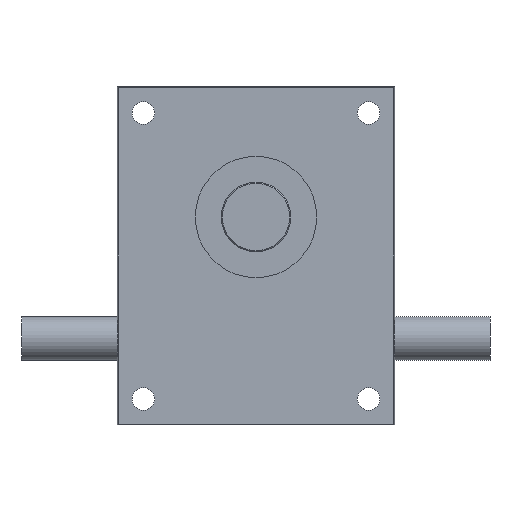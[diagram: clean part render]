
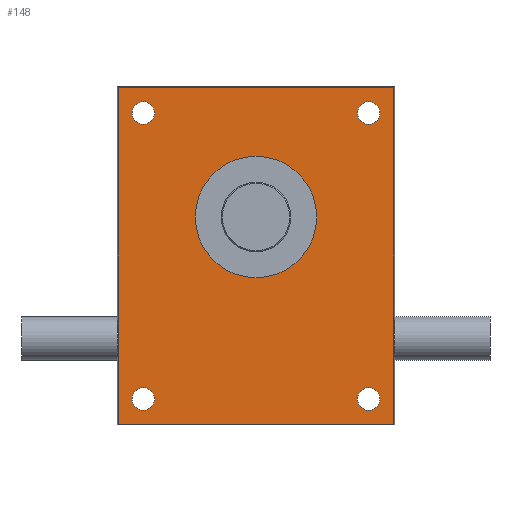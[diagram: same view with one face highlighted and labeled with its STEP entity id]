
A CAD part, front view. The second image highlights one B-rep face of the part: STEP entity #148.
In plain terms, the highlighted planar face has unit normal (0, -1, 0).
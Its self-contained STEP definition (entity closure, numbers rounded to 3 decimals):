
#148 = ADVANCED_FACE( '', ( #281, #282, #283, #284, #285, #286 ), #287, .F. );
#281 = FACE_BOUND( '', #440, .T. );
#282 = FACE_BOUND( '', #441, .T. );
#283 = FACE_BOUND( '', #442, .T. );
#284 = FACE_BOUND( '', #443, .T. );
#285 = FACE_BOUND( '', #444, .T. );
#286 = FACE_OUTER_BOUND( '', #445, .T. );
#287 = PLANE( '', #446 );
#440 = EDGE_LOOP( '', ( #618 ) );
#441 = EDGE_LOOP( '', ( #619 ) );
#442 = EDGE_LOOP( '', ( #620 ) );
#443 = EDGE_LOOP( '', ( #621 ) );
#444 = EDGE_LOOP( '', ( #622 ) );
#445 = EDGE_LOOP( '', ( #623, #624, #625, #626 ) );
#446 = AXIS2_PLACEMENT_3D( '', #627, #628, #629 );
#618 = ORIENTED_EDGE( '', *, *, #871, .F. );
#619 = ORIENTED_EDGE( '', *, *, #864, .F. );
#620 = ORIENTED_EDGE( '', *, *, #872, .F. );
#621 = ORIENTED_EDGE( '', *, *, #873, .F. );
#622 = ORIENTED_EDGE( '', *, *, #874, .F. );
#623 = ORIENTED_EDGE( '', *, *, #875, .T. );
#624 = ORIENTED_EDGE( '', *, *, #876, .F. );
#625 = ORIENTED_EDGE( '', *, *, #868, .F. );
#626 = ORIENTED_EDGE( '', *, *, #877, .T. );
#627 = CARTESIAN_POINT( '', ( -79.5, -60., 145. ) );
#628 = DIRECTION( '', ( 0., 1., 0. ) );
#629 = DIRECTION( '', ( 0., 0., 1. ) );
#864 = EDGE_CURVE( '', #986, #986, #987, .F. );
#868 = EDGE_CURVE( '', #990, #992, #993, .T. );
#871 = EDGE_CURVE( '', #996, #996, #997, .F. );
#872 = EDGE_CURVE( '', #998, #998, #999, .F. );
#873 = EDGE_CURVE( '', #1000, #1000, #1001, .F. );
#874 = EDGE_CURVE( '', #1002, #1002, #1003, .F. );
#875 = EDGE_CURVE( '', #1004, #1005, #1006, .T. );
#876 = EDGE_CURVE( '', #992, #1005, #1007, .T. );
#877 = EDGE_CURVE( '', #990, #1004, #1008, .T. );
#986 = VERTEX_POINT( '', #1146 );
#987 = CIRCLE( '', #1147, 6.5 );
#990 = VERTEX_POINT( '', #1150 );
#992 = VERTEX_POINT( '', #1153 );
#993 = LINE( '', #1154, #1155 );
#996 = VERTEX_POINT( '', #1159 );
#997 = CIRCLE( '', #1160, 6.5 );
#998 = VERTEX_POINT( '', #1161 );
#999 = CIRCLE( '', #1162, 6.5 );
#1000 = VERTEX_POINT( '', #1163 );
#1001 = CIRCLE( '', #1164, 6.5 );
#1002 = VERTEX_POINT( '', #1165 );
#1003 = CIRCLE( '', #1166, 34.5 );
#1004 = VERTEX_POINT( '', #1167 );
#1005 = VERTEX_POINT( '', #1168 );
#1006 = LINE( '', #1169, #1170 );
#1007 = LINE( '', #1171, #1172 );
#1008 = LINE( '', #1173, #1174 );
#1146 = CARTESIAN_POINT( '', ( 65., -60., 136.5 ) );
#1147 = AXIS2_PLACEMENT_3D( '', #1371, #1372, #1373 );
#1150 = CARTESIAN_POINT( '', ( 79.5, -60., 144.5 ) );
#1153 = CARTESIAN_POINT( '', ( 79.5, -60., -49.5 ) );
#1154 = CARTESIAN_POINT( '', ( 79.5, -60., 145. ) );
#1155 = VECTOR( '', #1378, 1000. );
#1159 = CARTESIAN_POINT( '', ( -65., -60., 136.5 ) );
#1160 = AXIS2_PLACEMENT_3D( '', #1380, #1381, #1382 );
#1161 = CARTESIAN_POINT( '', ( -65., -60., -28.5 ) );
#1162 = AXIS2_PLACEMENT_3D( '', #1383, #1384, #1385 );
#1163 = CARTESIAN_POINT( '', ( 65., -60., -28.5 ) );
#1164 = AXIS2_PLACEMENT_3D( '', #1386, #1387, #1388 );
#1165 = CARTESIAN_POINT( '', ( 0., -60., 104.5 ) );
#1166 = AXIS2_PLACEMENT_3D( '', #1389, #1390, #1391 );
#1167 = CARTESIAN_POINT( '', ( -79.5, -60., 144.5 ) );
#1168 = CARTESIAN_POINT( '', ( -79.5, -60., -49.5 ) );
#1169 = CARTESIAN_POINT( '', ( -79.5, -60., 145. ) );
#1170 = VECTOR( '', #1392, 1000. );
#1171 = CARTESIAN_POINT( '', ( 120., -60., -49.5 ) );
#1172 = VECTOR( '', #1393, 1000. );
#1173 = CARTESIAN_POINT( '', ( 120., -60., 144.5 ) );
#1174 = VECTOR( '', #1394, 1000. );
#1371 = CARTESIAN_POINT( '', ( 65., -60., 130. ) );
#1372 = DIRECTION( '', ( 0., 1., 0. ) );
#1373 = DIRECTION( '', ( 0., 0., 1. ) );
#1378 = DIRECTION( '', ( 0., 0., -1. ) );
#1380 = CARTESIAN_POINT( '', ( -65., -60., 130. ) );
#1381 = DIRECTION( '', ( 0., 1., 0. ) );
#1382 = DIRECTION( '', ( 0., 0., 1. ) );
#1383 = CARTESIAN_POINT( '', ( -65., -60., -35. ) );
#1384 = DIRECTION( '', ( 0., 1., 0. ) );
#1385 = DIRECTION( '', ( 0., 0., 1. ) );
#1386 = CARTESIAN_POINT( '', ( 65., -60., -35. ) );
#1387 = DIRECTION( '', ( 0., 1., 0. ) );
#1388 = DIRECTION( '', ( 0., 0., 1. ) );
#1389 = CARTESIAN_POINT( '', ( 0., -60., 70. ) );
#1390 = DIRECTION( '', ( 0., 1., 0. ) );
#1391 = DIRECTION( '', ( 0., 0., 1. ) );
#1392 = DIRECTION( '', ( 0., 0., -1. ) );
#1393 = DIRECTION( '', ( -1., 0., 0. ) );
#1394 = DIRECTION( '', ( -1., 0., 0. ) );
